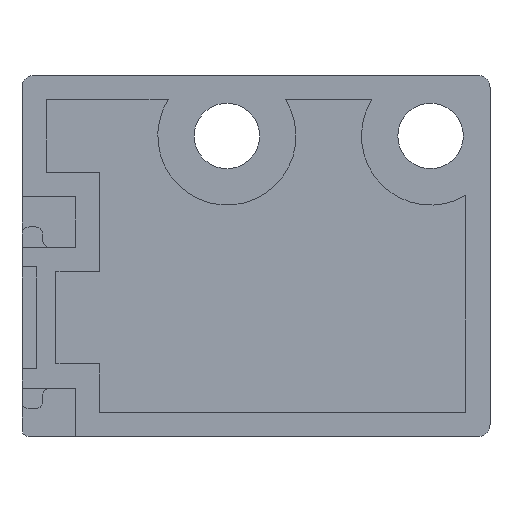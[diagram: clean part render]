
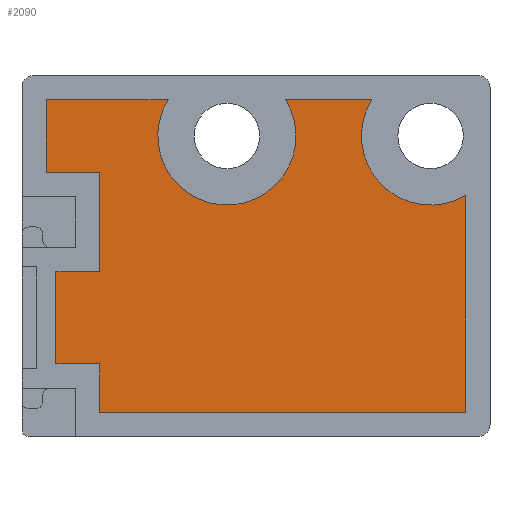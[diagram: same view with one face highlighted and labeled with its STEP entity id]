
A CAD part, front view. The second image highlights one B-rep face of the part: STEP entity #2090.
In plain terms, the highlighted planar face has unit normal (0, -1, 0).
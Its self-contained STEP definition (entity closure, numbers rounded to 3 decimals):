
#136=CIRCLE('',#2276,2.85);
#137=CIRCLE('',#2279,2.85);
#676=ORIENTED_EDGE('',*,*,#958,.F.);
#677=ORIENTED_EDGE('',*,*,#982,.F.);
#678=ORIENTED_EDGE('',*,*,#980,.F.);
#679=ORIENTED_EDGE('',*,*,#978,.F.);
#680=ORIENTED_EDGE('',*,*,#976,.F.);
#681=ORIENTED_EDGE('',*,*,#974,.F.);
#682=ORIENTED_EDGE('',*,*,#972,.F.);
#683=ORIENTED_EDGE('',*,*,#970,.F.);
#684=ORIENTED_EDGE('',*,*,#968,.T.);
#685=ORIENTED_EDGE('',*,*,#966,.F.);
#686=ORIENTED_EDGE('',*,*,#964,.T.);
#687=ORIENTED_EDGE('',*,*,#962,.F.);
#688=ORIENTED_EDGE('',*,*,#960,.F.);
#958=EDGE_CURVE('',#1169,#1170,#1367,.T.);
#960=EDGE_CURVE('',#1170,#1171,#1369,.T.);
#962=EDGE_CURVE('',#1171,#1172,#1371,.T.);
#964=EDGE_CURVE('',#1173,#1172,#136,.T.);
#966=EDGE_CURVE('',#1173,#1174,#1374,.T.);
#968=EDGE_CURVE('',#1175,#1174,#137,.T.);
#970=EDGE_CURVE('',#1175,#1176,#1377,.T.);
#972=EDGE_CURVE('',#1176,#1177,#1379,.T.);
#974=EDGE_CURVE('',#1177,#1178,#1381,.T.);
#976=EDGE_CURVE('',#1178,#1179,#1383,.T.);
#978=EDGE_CURVE('',#1179,#1180,#1385,.T.);
#980=EDGE_CURVE('',#1180,#1181,#1387,.T.);
#982=EDGE_CURVE('',#1181,#1169,#1389,.T.);
#1169=VERTEX_POINT('',#3442);
#1170=VERTEX_POINT('',#3444);
#1171=VERTEX_POINT('',#3448);
#1172=VERTEX_POINT('',#3452);
#1173=VERTEX_POINT('',#3456);
#1174=VERTEX_POINT('',#3460);
#1175=VERTEX_POINT('',#3464);
#1176=VERTEX_POINT('',#3468);
#1177=VERTEX_POINT('',#3472);
#1178=VERTEX_POINT('',#3476);
#1179=VERTEX_POINT('',#3480);
#1180=VERTEX_POINT('',#3484);
#1181=VERTEX_POINT('',#3488);
#1367=LINE('',#3443,#1573);
#1369=LINE('',#3447,#1575);
#1371=LINE('',#3451,#1577);
#1374=LINE('',#3459,#1580);
#1377=LINE('',#3467,#1583);
#1379=LINE('',#3471,#1585);
#1381=LINE('',#3475,#1587);
#1383=LINE('',#3479,#1589);
#1385=LINE('',#3483,#1591);
#1387=LINE('',#3487,#1593);
#1389=LINE('',#3491,#1595);
#1573=VECTOR('',#2802,1000.);
#1575=VECTOR('',#2806,1000.);
#1577=VECTOR('',#2810,1000.);
#1580=VECTOR('',#2819,1000.);
#1583=VECTOR('',#2828,1000.);
#1585=VECTOR('',#2832,1000.);
#1587=VECTOR('',#2836,1000.);
#1589=VECTOR('',#2840,1000.);
#1591=VECTOR('',#2844,1000.);
#1593=VECTOR('',#2848,1000.);
#1595=VECTOR('',#2852,1000.);
#1742=EDGE_LOOP('',(#676,#677,#678,#679,#680,#681,#682,#683,#684,#685,#686,
#687,#688));
#1896=FACE_BOUND('',#1742,.T.);
#1979=PLANE('',#2287);
#2090=ADVANCED_FACE('',(#1896),#1979,.F.);
#2276=AXIS2_PLACEMENT_3D('',#3455,#2814,#2815);
#2279=AXIS2_PLACEMENT_3D('',#3463,#2823,#2824);
#2287=AXIS2_PLACEMENT_3D('',#3492,#2853,#2854);
#2802=DIRECTION('',(-1.,0.,0.));
#2806=DIRECTION('',(0.,0.,1.));
#2810=DIRECTION('',(1.,0.,0.));
#2814=DIRECTION('',(0.,1.,0.));
#2815=DIRECTION('',(1.,0.,0.));
#2819=DIRECTION('',(1.,0.,0.));
#2823=DIRECTION('',(0.,1.,0.));
#2824=DIRECTION('',(1.,0.,0.));
#2828=DIRECTION('',(0.,0.,-1.));
#2832=DIRECTION('',(-1.,0.,0.));
#2836=DIRECTION('',(0.,0.,1.));
#2840=DIRECTION('',(-1.,0.,0.));
#2844=DIRECTION('',(0.,0.,1.));
#2848=DIRECTION('',(1.,0.,0.));
#2852=DIRECTION('',(0.,0.,1.));
#2853=DIRECTION('',(0.,1.,0.));
#2854=DIRECTION('',(0.,0.,1.));
#3442=CARTESIAN_POINT('',(-6.45,1.5,3.45));
#3443=CARTESIAN_POINT('',(-6.45,1.5,3.45));
#3444=CARTESIAN_POINT('',(-8.65,1.5,3.45));
#3447=CARTESIAN_POINT('',(-8.65,1.5,3.45));
#3448=CARTESIAN_POINT('',(-8.65,1.5,6.45));
#3451=CARTESIAN_POINT('',(-8.65,1.5,6.45));
#3452=CARTESIAN_POINT('',(-3.623,1.5,6.45));
#3455=CARTESIAN_POINT('',(-1.2,1.5,4.95));
#3456=CARTESIAN_POINT('',(1.223,1.5,6.45));
#3459=CARTESIAN_POINT('',(1.223,1.5,6.45));
#3460=CARTESIAN_POINT('',(4.777,1.5,6.45));
#3463=CARTESIAN_POINT('',(7.2,1.5,4.95));
#3464=CARTESIAN_POINT('',(8.65,1.5,2.496));
#3467=CARTESIAN_POINT('',(8.65,1.5,2.496));
#3468=CARTESIAN_POINT('',(8.65,1.5,-6.45));
#3471=CARTESIAN_POINT('',(8.65,1.5,-6.45));
#3472=CARTESIAN_POINT('',(-6.45,1.5,-6.45));
#3475=CARTESIAN_POINT('',(-6.45,1.5,-6.45));
#3476=CARTESIAN_POINT('',(-6.45,1.5,-4.45));
#3479=CARTESIAN_POINT('',(-6.45,1.5,-4.45));
#3480=CARTESIAN_POINT('',(-8.25,1.5,-4.45));
#3483=CARTESIAN_POINT('',(-8.25,1.5,-4.45));
#3484=CARTESIAN_POINT('',(-8.25,1.5,-0.65));
#3487=CARTESIAN_POINT('',(-8.25,1.5,-0.65));
#3488=CARTESIAN_POINT('',(-6.45,1.5,-0.65));
#3491=CARTESIAN_POINT('',(-6.45,1.5,-0.65));
#3492=CARTESIAN_POINT('',(-1.2,1.5,4.95));
